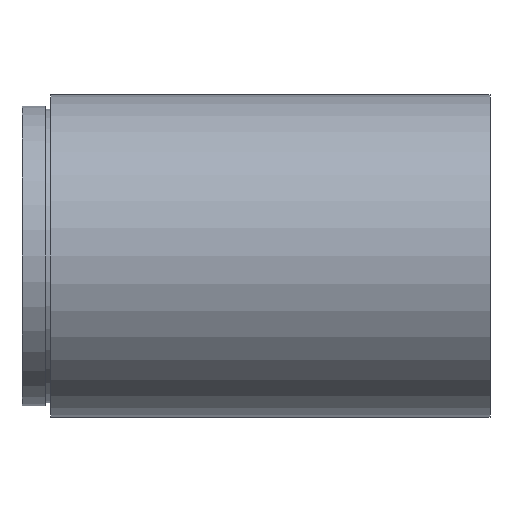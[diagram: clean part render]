
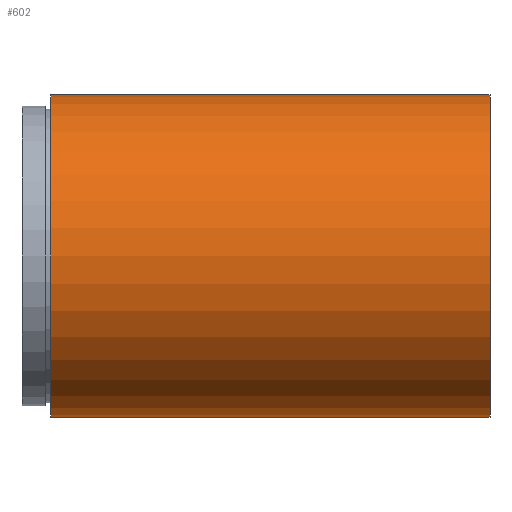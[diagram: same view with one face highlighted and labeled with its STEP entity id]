
A CAD part, left-side view. The second image highlights one B-rep face of the part: STEP entity #602.
In plain terms, the highlighted cylindrical face has radius 28 mm (diameter 56 mm), a partial arc.
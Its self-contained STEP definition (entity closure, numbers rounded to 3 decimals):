
#4 = CARTESIAN_POINT ( 'NONE',  ( 0., 76.2, -28. ) ) ;
#17 = CARTESIAN_POINT ( 'NONE',  ( 0., 161.376, 0. ) ) ;
#40 = DIRECTION ( 'NONE',  ( 0., 1., 0. ) ) ;
#56 = DIRECTION ( 'NONE',  ( 0., 1., 0. ) ) ;
#84 = CARTESIAN_POINT ( 'NONE',  ( 0., 76.2, 0. ) ) ;
#90 = CARTESIAN_POINT ( 'NONE',  ( 0., 161.376, -28. ) ) ;
#126 = VECTOR ( 'NONE', #40, 1000. ) ;
#152 = CARTESIAN_POINT ( 'NONE',  ( 0., 0., 28. ) ) ;
#160 = DIRECTION ( 'NONE',  ( 0., 0., 1. ) ) ;
#182 = FACE_OUTER_BOUND ( 'NONE', #416, .T. ) ;
#186 = ORIENTED_EDGE ( 'NONE', *, *, #275, .T. ) ;
#187 = DIRECTION ( 'NONE',  ( 0., 0., 1. ) ) ;
#191 = VECTOR ( 'NONE', #56, 1000. ) ;
#205 = EDGE_CURVE ( 'NONE', #393, #616, #551, .T. ) ;
#207 = AXIS2_PLACEMENT_3D ( 'NONE', #17, #590, #160 ) ;
#216 = CARTESIAN_POINT ( 'NONE',  ( 0., 76.2, 28. ) ) ;
#219 = ORIENTED_EDGE ( 'NONE', *, *, #205, .T. ) ;
#229 = EDGE_CURVE ( 'NONE', #338, #616, #450, .T. ) ;
#235 = CARTESIAN_POINT ( 'NONE',  ( 0., 161.376, 28. ) ) ;
#275 = EDGE_CURVE ( 'NONE', #571, #393, #380, .T. ) ;
#286 = CARTESIAN_POINT ( 'NONE',  ( 0., 0., 0. ) ) ;
#335 = DIRECTION ( 'NONE',  ( 0., 1., 0. ) ) ;
#338 = VERTEX_POINT ( 'NONE', #4 ) ;
#380 = CIRCLE ( 'NONE', #542, 28. ) ;
#382 = LINE ( 'NONE', #90, #191 ) ;
#393 = VERTEX_POINT ( 'NONE', #152 ) ;
#416 = EDGE_LOOP ( 'NONE', ( #615, #186, #219, #532 ) ) ;
#420 = EDGE_CURVE ( 'NONE', #571, #338, #382, .T. ) ;
#444 = CARTESIAN_POINT ( 'NONE',  ( 0., 0., -28. ) ) ;
#450 = CIRCLE ( 'NONE', #518, 28. ) ;
#472 = DIRECTION ( 'NONE',  ( 0., 1., 0. ) ) ;
#517 = CYLINDRICAL_SURFACE ( 'NONE', #207, 28. ) ;
#518 = AXIS2_PLACEMENT_3D ( 'NONE', #84, #472, #187 ) ;
#532 = ORIENTED_EDGE ( 'NONE', *, *, #229, .F. ) ;
#542 = AXIS2_PLACEMENT_3D ( 'NONE', #286, #335, #617 ) ;
#551 = LINE ( 'NONE', #235, #126 ) ;
#571 = VERTEX_POINT ( 'NONE', #444 ) ;
#590 = DIRECTION ( 'NONE',  ( 0., 1., 0. ) ) ;
#602 = ADVANCED_FACE ( 'NONE', ( #182 ), #517, .T. ) ;
#615 = ORIENTED_EDGE ( 'NONE', *, *, #420, .F. ) ;
#616 = VERTEX_POINT ( 'NONE', #216 ) ;
#617 = DIRECTION ( 'NONE',  ( 0., 0., 1. ) ) ;
